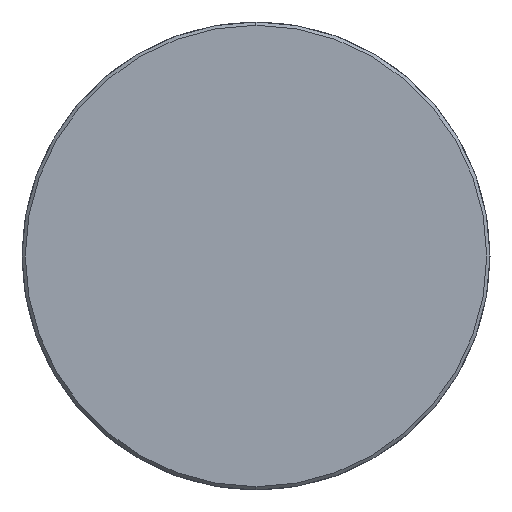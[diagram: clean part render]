
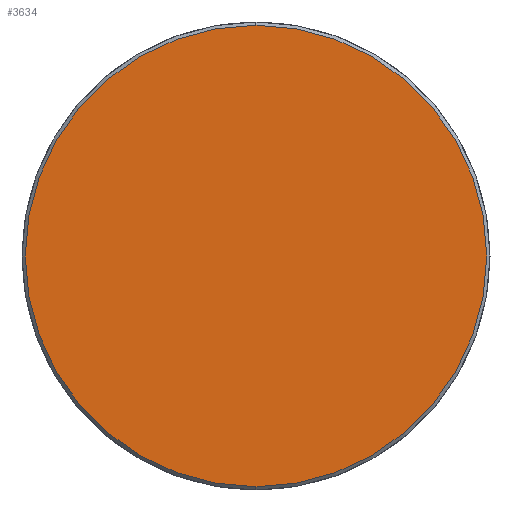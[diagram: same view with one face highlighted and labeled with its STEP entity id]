
A CAD part, left-side view. The second image highlights one B-rep face of the part: STEP entity #3634.
In plain terms, the highlighted planar face has unit normal (-1, 0, 0).
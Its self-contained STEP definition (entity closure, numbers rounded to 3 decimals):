
#134 = DIRECTION ( 'NONE',  ( 0., 0., -1. ) ) ;
#181 = DIRECTION ( 'NONE',  ( -1., 0., 0. ) ) ;
#445 = PLANE ( 'NONE',  #671 ) ;
#557 = DIRECTION ( 'NONE',  ( 0., -1., 0. ) ) ;
#671 = AXIS2_PLACEMENT_3D ( 'NONE', #785, #3234, #557 ) ;
#743 = FACE_OUTER_BOUND ( 'NONE', #1364, .T. ) ;
#785 = CARTESIAN_POINT ( 'NONE',  ( -151.65, 70.84, -70.84 ) ) ;
#1125 = AXIS2_PLACEMENT_3D ( 'NONE', #1815, #181, #3180 ) ;
#1317 = CIRCLE ( 'NONE', #1344, 70. ) ;
#1344 = AXIS2_PLACEMENT_3D ( 'NONE', #4139, #2136, #134 ) ;
#1364 = EDGE_LOOP ( 'NONE', ( #2013, #4011 ) ) ;
#1815 = CARTESIAN_POINT ( 'NONE',  ( -151.65, 0., 0. ) ) ;
#2013 = ORIENTED_EDGE ( 'NONE', *, *, #4275, .T. ) ;
#2029 = CARTESIAN_POINT ( 'NONE',  ( -151.65, 0., 70. ) ) ;
#2136 = DIRECTION ( 'NONE',  ( -1., 0., 0. ) ) ;
#2196 = VERTEX_POINT ( 'NONE', #3182 ) ;
#2683 = CIRCLE ( 'NONE', #1125, 70. ) ;
#3180 = DIRECTION ( 'NONE',  ( 0., 0., -1. ) ) ;
#3182 = CARTESIAN_POINT ( 'NONE',  ( -151.65, 0., -70. ) ) ;
#3234 = DIRECTION ( 'NONE',  ( -1., 0., 0. ) ) ;
#3464 = VERTEX_POINT ( 'NONE', #2029 ) ;
#3634 = ADVANCED_FACE ( 'NONE', ( #743 ), #445, .T. ) ;
#4011 = ORIENTED_EDGE ( 'NONE', *, *, #4311, .T. ) ;
#4139 = CARTESIAN_POINT ( 'NONE',  ( -151.65, 0., 0. ) ) ;
#4275 = EDGE_CURVE ( 'NONE', #2196, #3464, #2683, .T. ) ;
#4311 = EDGE_CURVE ( 'NONE', #3464, #2196, #1317, .T. ) ;
